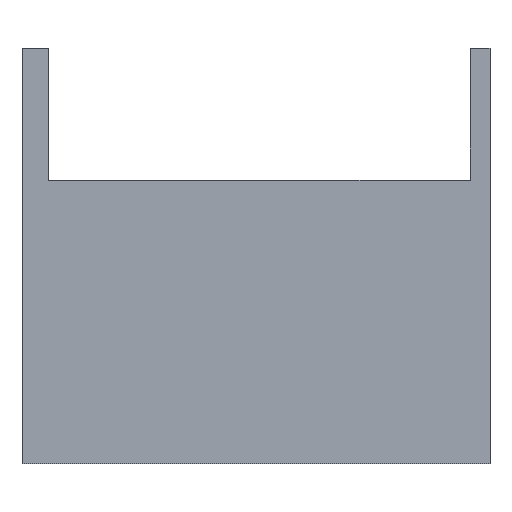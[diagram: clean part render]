
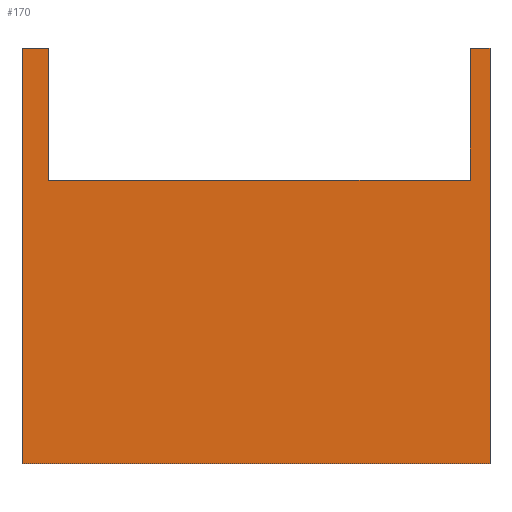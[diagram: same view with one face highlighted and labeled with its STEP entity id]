
A CAD part, front view. The second image highlights one B-rep face of the part: STEP entity #170.
In plain terms, the highlighted planar face has unit normal (0, -1, 0).
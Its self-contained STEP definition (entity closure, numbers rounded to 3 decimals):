
#24 = VERTEX_POINT('',#25);
#25 = CARTESIAN_POINT('',(0.,0.,0.));
#31 = EDGE_CURVE('',#24,#32,#34,.T.);
#32 = VERTEX_POINT('',#33);
#33 = CARTESIAN_POINT('',(35.5,0.,0.));
#34 = LINE('',#35,#36);
#35 = CARTESIAN_POINT('',(0.,0.,0.));
#36 = VECTOR('',#37,1.);
#37 = DIRECTION('',(1.,0.,0.));
#70 = EDGE_CURVE('',#24,#71,#73,.T.);
#71 = VERTEX_POINT('',#72);
#72 = CARTESIAN_POINT('',(0.,0.,31.5));
#73 = LINE('',#74,#75);
#74 = CARTESIAN_POINT('',(0.,0.,0.));
#75 = VECTOR('',#76,1.);
#76 = DIRECTION('',(0.,0.,1.));
#170 = ADVANCED_FACE('',(#171),#221,.T.);
#171 = FACE_BOUND('',#172,.T.);
#172 = EDGE_LOOP('',(#173,#174,#175,#183,#191,#199,#207,#215));
#173 = ORIENTED_EDGE('',*,*,#70,.F.);
#174 = ORIENTED_EDGE('',*,*,#31,.T.);
#175 = ORIENTED_EDGE('',*,*,#176,.T.);
#176 = EDGE_CURVE('',#32,#177,#179,.T.);
#177 = VERTEX_POINT('',#178);
#178 = CARTESIAN_POINT('',(35.5,0.,31.5));
#179 = LINE('',#180,#181);
#180 = CARTESIAN_POINT('',(35.5,0.,0.));
#181 = VECTOR('',#182,1.);
#182 = DIRECTION('',(0.,0.,1.));
#183 = ORIENTED_EDGE('',*,*,#184,.F.);
#184 = EDGE_CURVE('',#185,#177,#187,.T.);
#185 = VERTEX_POINT('',#186);
#186 = CARTESIAN_POINT('',(34.,0.,31.5));
#187 = LINE('',#188,#189);
#188 = CARTESIAN_POINT('',(34.,0.,31.5));
#189 = VECTOR('',#190,1.);
#190 = DIRECTION('',(1.,0.,0.));
#191 = ORIENTED_EDGE('',*,*,#192,.F.);
#192 = EDGE_CURVE('',#193,#185,#195,.T.);
#193 = VERTEX_POINT('',#194);
#194 = CARTESIAN_POINT('',(34.,0.,21.5));
#195 = LINE('',#196,#197);
#196 = CARTESIAN_POINT('',(34.,0.,1.5));
#197 = VECTOR('',#198,1.);
#198 = DIRECTION('',(0.,0.,1.));
#199 = ORIENTED_EDGE('',*,*,#200,.F.);
#200 = EDGE_CURVE('',#201,#193,#203,.T.);
#201 = VERTEX_POINT('',#202);
#202 = CARTESIAN_POINT('',(2.,0.,21.5));
#203 = LINE('',#204,#205);
#204 = CARTESIAN_POINT('',(0.,0.,21.5));
#205 = VECTOR('',#206,1.);
#206 = DIRECTION('',(1.,0.,0.));
#207 = ORIENTED_EDGE('',*,*,#208,.T.);
#208 = EDGE_CURVE('',#201,#209,#211,.T.);
#209 = VERTEX_POINT('',#210);
#210 = CARTESIAN_POINT('',(2.,0.,31.5));
#211 = LINE('',#212,#213);
#212 = CARTESIAN_POINT('',(2.,0.,1.5));
#213 = VECTOR('',#214,1.);
#214 = DIRECTION('',(0.,0.,1.));
#215 = ORIENTED_EDGE('',*,*,#216,.F.);
#216 = EDGE_CURVE('',#71,#209,#217,.T.);
#217 = LINE('',#218,#219);
#218 = CARTESIAN_POINT('',(0.,0.,31.5));
#219 = VECTOR('',#220,1.);
#220 = DIRECTION('',(1.,0.,0.));
#221 = PLANE('',#222);
#222 = AXIS2_PLACEMENT_3D('',#223,#224,#225);
#223 = CARTESIAN_POINT('',(17.782,0.,15.068));
#224 = DIRECTION('',(-0.,-1.,-0.));
#225 = DIRECTION('',(0.,0.,-1.));
